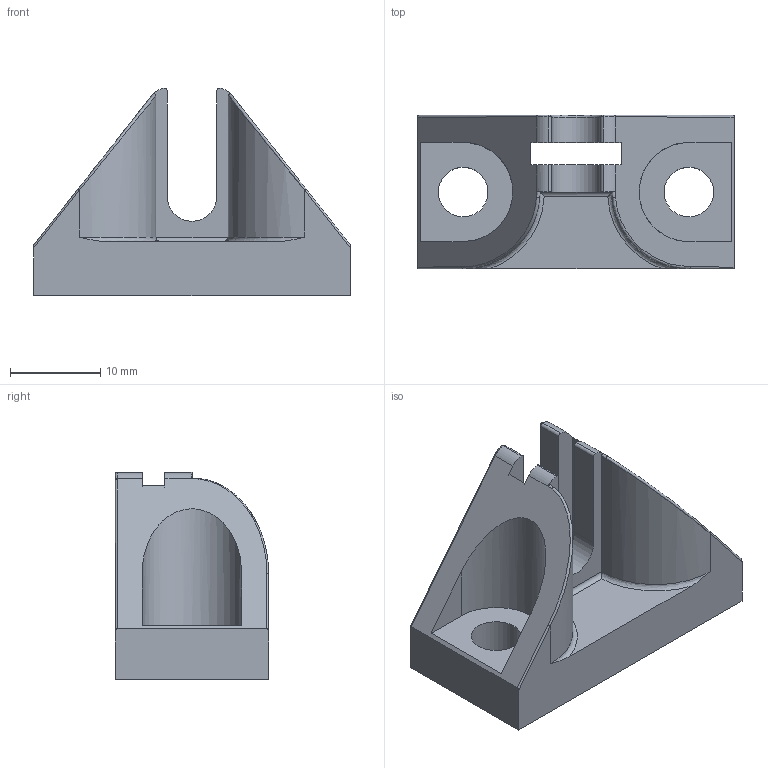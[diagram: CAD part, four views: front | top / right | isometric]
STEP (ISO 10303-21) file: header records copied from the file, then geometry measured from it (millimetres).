
FILE_DESCRIPTION(/* description */ ('Translator using VaultInventorServer'),/* implementation_level */ '2;1');
FILE_NAME(/* name */ '30.009.01_B.stp',/* time_stamp */ '2021-04-20T15:19:31+02:00',/* author */ ('S.Rubbiani'),/* organization */ (''),/* preprocessor_version */ 'ST-DEVELOPER v17.2',/* originating_system */ 'Autodesk Inventor 2019',/* authorisation */ '');
FILE_SCHEMA (('AUTOMOTIVE_DESIGN { 1 0 10303 214 3 1 1 }'));
Length unit declared in the file: millimetre
Products named in the file (1): 30.009.01
Bounding box: 35 x 17 x 22.98 mm (x, y, z)
Volume: 5237.1 mm3; surface area: 3708 mm2
Topology: 1 solids, 1 shells, 80 faces, 201 edges, 124 vertices
Faces by surface type: cylinder 34, plane 27, bspline 19
Full cylindrical faces by diameter (mm): 5.5 x2
Entity records: 4247 total; most frequent: CARTESIAN_POINT 2301, ORIENTED_EDGE 402, DIRECTION 392, EDGE_CURVE 201, AXIS2_PLACEMENT_3D 145, VERTEX_POINT 124, LINE 102, VECTOR 102
